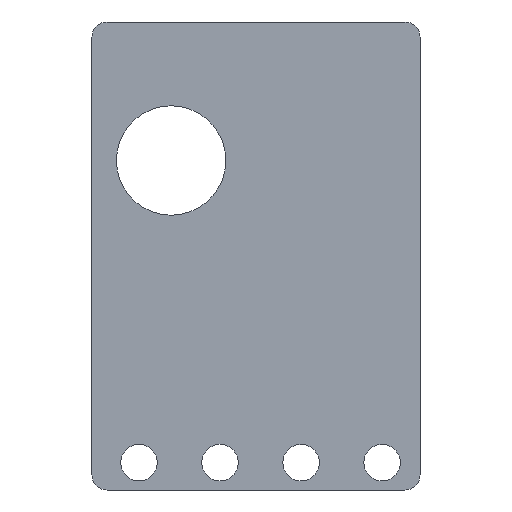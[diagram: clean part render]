
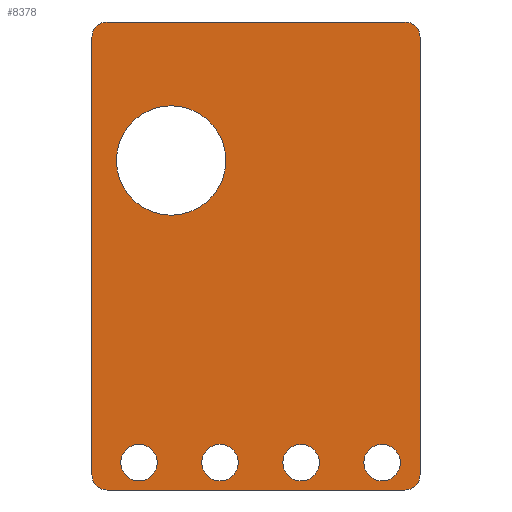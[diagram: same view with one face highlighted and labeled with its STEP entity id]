
A CAD part, front view. The second image highlights one B-rep face of the part: STEP entity #8378.
In plain terms, the highlighted planar face has unit normal (0, -1, 0).
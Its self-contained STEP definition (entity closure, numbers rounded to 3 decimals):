
#173=FACE_BOUND('',#1395,.T.);
#174=FACE_BOUND('',#1396,.T.);
#175=FACE_BOUND('',#1397,.T.);
#176=FACE_BOUND('',#1398,.T.);
#177=FACE_BOUND('',#1399,.T.);
#475=PLANE('',#9041);
#919=FACE_OUTER_BOUND('',#1394,.T.);
#1394=EDGE_LOOP('',(#7454,#7455,#7456,#7457,#7458,#7459,#7460,#7461));
#1395=EDGE_LOOP('',(#7462));
#1396=EDGE_LOOP('',(#7463));
#1397=EDGE_LOOP('',(#7464));
#1398=EDGE_LOOP('',(#7465));
#1399=EDGE_LOOP('',(#7466));
#2285=LINE('',#14639,#3234);
#2288=LINE('',#14645,#3237);
#2289=LINE('',#14649,#3238);
#2290=LINE('',#14653,#3239);
#3234=VECTOR('',#10993,10.);
#3237=VECTOR('',#10998,10.);
#3238=VECTOR('',#11001,10.);
#3239=VECTOR('',#11004,10.);
#3510=CIRCLE('',#9039,0.5);
#3511=CIRCLE('',#9042,0.5);
#3512=CIRCLE('',#9043,0.5);
#3513=CIRCLE('',#9044,0.5);
#3514=CIRCLE('',#9045,0.6);
#3515=CIRCLE('',#9046,0.6);
#3516=CIRCLE('',#9047,0.6);
#3517=CIRCLE('',#9048,1.8);
#3518=CIRCLE('',#9049,0.6);
#4185=VERTEX_POINT('',#14632);
#4186=VERTEX_POINT('',#14634);
#4187=VERTEX_POINT('',#14638);
#4189=VERTEX_POINT('',#14644);
#4190=VERTEX_POINT('',#14646);
#4191=VERTEX_POINT('',#14648);
#4192=VERTEX_POINT('',#14650);
#4193=VERTEX_POINT('',#14652);
#4194=VERTEX_POINT('',#14655);
#4195=VERTEX_POINT('',#14657);
#4196=VERTEX_POINT('',#14659);
#4197=VERTEX_POINT('',#14661);
#4198=VERTEX_POINT('',#14663);
#5292=EDGE_CURVE('',#4185,#4186,#3510,.T.);
#5294=EDGE_CURVE('',#4187,#4186,#2285,.T.);
#5297=EDGE_CURVE('',#4185,#4189,#2288,.T.);
#5298=EDGE_CURVE('',#4190,#4189,#3511,.T.);
#5299=EDGE_CURVE('',#4190,#4191,#2289,.T.);
#5300=EDGE_CURVE('',#4192,#4191,#3512,.T.);
#5301=EDGE_CURVE('',#4192,#4193,#2290,.T.);
#5302=EDGE_CURVE('',#4187,#4193,#3513,.T.);
#5303=EDGE_CURVE('',#4194,#4194,#3514,.T.);
#5304=EDGE_CURVE('',#4195,#4195,#3515,.T.);
#5305=EDGE_CURVE('',#4196,#4196,#3516,.T.);
#5306=EDGE_CURVE('',#4197,#4197,#3517,.T.);
#5307=EDGE_CURVE('',#4198,#4198,#3518,.T.);
#7454=ORIENTED_EDGE('',*,*,#5292,.F.);
#7455=ORIENTED_EDGE('',*,*,#5297,.T.);
#7456=ORIENTED_EDGE('',*,*,#5298,.F.);
#7457=ORIENTED_EDGE('',*,*,#5299,.T.);
#7458=ORIENTED_EDGE('',*,*,#5300,.F.);
#7459=ORIENTED_EDGE('',*,*,#5301,.T.);
#7460=ORIENTED_EDGE('',*,*,#5302,.F.);
#7461=ORIENTED_EDGE('',*,*,#5294,.T.);
#7462=ORIENTED_EDGE('',*,*,#5303,.T.);
#7463=ORIENTED_EDGE('',*,*,#5304,.T.);
#7464=ORIENTED_EDGE('',*,*,#5305,.T.);
#7465=ORIENTED_EDGE('',*,*,#5306,.T.);
#7466=ORIENTED_EDGE('',*,*,#5307,.T.);
#8378=ADVANCED_FACE('',(#919,#173,#174,#175,#176,#177),#475,.F.);
#9039=AXIS2_PLACEMENT_3D('',#14635,#10988,#10989);
#9041=AXIS2_PLACEMENT_3D('',#14643,#10996,#10997);
#9042=AXIS2_PLACEMENT_3D('',#14647,#10999,#11000);
#9043=AXIS2_PLACEMENT_3D('',#14651,#11002,#11003);
#9044=AXIS2_PLACEMENT_3D('',#14654,#11005,#11006);
#9045=AXIS2_PLACEMENT_3D('',#14656,#11007,#11008);
#9046=AXIS2_PLACEMENT_3D('',#14658,#11009,#11010);
#9047=AXIS2_PLACEMENT_3D('',#14660,#11011,#11012);
#9048=AXIS2_PLACEMENT_3D('',#14662,#11013,#11014);
#9049=AXIS2_PLACEMENT_3D('',#14664,#11015,#11016);
#10988=DIRECTION('center_axis',(0.,1.,0.));
#10989=DIRECTION('ref_axis',(-0.707,0.,-0.707));
#10993=DIRECTION('',(0.,0.,-1.));
#10996=DIRECTION('center_axis',(0.,1.,0.));
#10997=DIRECTION('ref_axis',(1.,0.,0.));
#10998=DIRECTION('',(1.,0.,0.));
#10999=DIRECTION('center_axis',(0.,1.,0.));
#11000=DIRECTION('ref_axis',(0.707,0.,-0.707));
#11001=DIRECTION('',(0.,0.,1.));
#11002=DIRECTION('center_axis',(0.,1.,0.));
#11003=DIRECTION('ref_axis',(0.707,0.,0.707));
#11004=DIRECTION('',(-1.,0.,0.));
#11005=DIRECTION('center_axis',(0.,1.,0.));
#11006=DIRECTION('ref_axis',(-0.707,0.,0.707));
#11007=DIRECTION('center_axis',(0.,1.,0.));
#11008=DIRECTION('ref_axis',(-1.,0.,0.));
#11009=DIRECTION('center_axis',(0.,1.,0.));
#11010=DIRECTION('ref_axis',(-1.,0.,0.));
#11011=DIRECTION('center_axis',(0.,1.,0.));
#11012=DIRECTION('ref_axis',(-1.,0.,0.));
#11013=DIRECTION('center_axis',(0.,1.,0.));
#11014=DIRECTION('ref_axis',(-1.,0.,0.));
#11015=DIRECTION('center_axis',(0.,1.,0.));
#11016=DIRECTION('ref_axis',(-1.,0.,0.));
#14632=CARTESIAN_POINT('',(-4.9,0.,-7.7));
#14634=CARTESIAN_POINT('',(-5.4,0.,-7.2));
#14635=CARTESIAN_POINT('Origin',(-4.9,0.,-7.2));
#14638=CARTESIAN_POINT('',(-5.4,0.,7.2));
#14639=CARTESIAN_POINT('',(-5.4,0.,7.7));
#14643=CARTESIAN_POINT('Origin',(0.,0.,0.));
#14644=CARTESIAN_POINT('',(4.9,0.,-7.7));
#14645=CARTESIAN_POINT('',(-5.4,0.,-7.7));
#14646=CARTESIAN_POINT('',(5.4,0.,-7.2));
#14647=CARTESIAN_POINT('Origin',(4.9,0.,-7.2));
#14648=CARTESIAN_POINT('',(5.4,0.,7.2));
#14649=CARTESIAN_POINT('',(5.4,0.,-7.7));
#14650=CARTESIAN_POINT('',(4.9,0.,7.7));
#14651=CARTESIAN_POINT('Origin',(4.9,0.,7.2));
#14652=CARTESIAN_POINT('',(-4.9,0.,7.7));
#14653=CARTESIAN_POINT('',(5.4,0.,7.7));
#14654=CARTESIAN_POINT('Origin',(-4.9,0.,7.2));
#14655=CARTESIAN_POINT('',(-0.583,0.,-6.8));
#14656=CARTESIAN_POINT('Origin',(-1.183,0.,-6.8));
#14657=CARTESIAN_POINT('',(-3.25,0.,-6.8));
#14658=CARTESIAN_POINT('Origin',(-3.85,0.,-6.8));
#14659=CARTESIAN_POINT('',(2.083,0.,-6.8));
#14660=CARTESIAN_POINT('Origin',(1.483,0.,-6.8));
#14661=CARTESIAN_POINT('',(-0.993,0.,3.143));
#14662=CARTESIAN_POINT('Origin',(-2.793,0.,3.143));
#14663=CARTESIAN_POINT('',(4.75,0.,-6.8));
#14664=CARTESIAN_POINT('Origin',(4.15,0.,-6.8));
